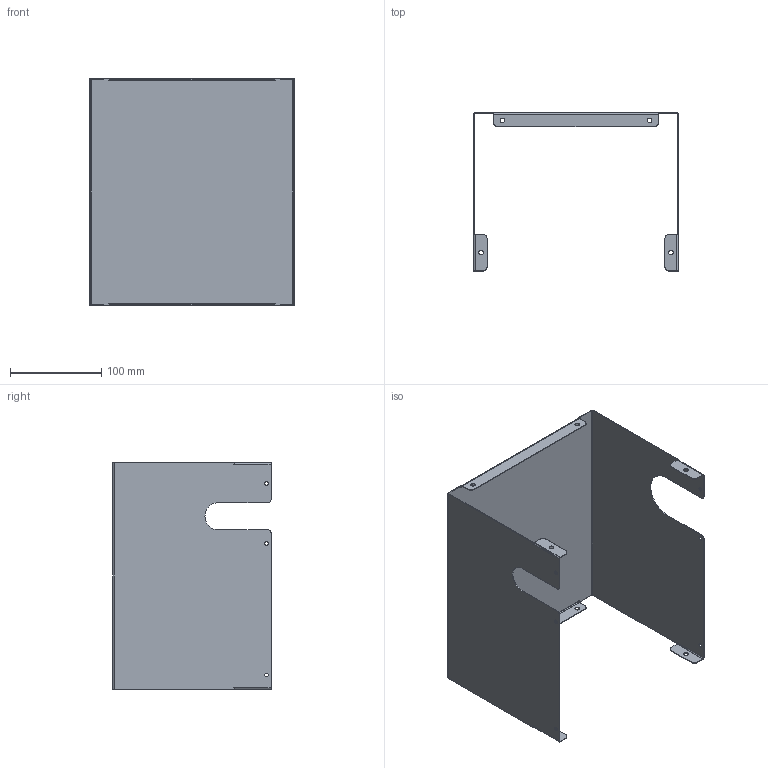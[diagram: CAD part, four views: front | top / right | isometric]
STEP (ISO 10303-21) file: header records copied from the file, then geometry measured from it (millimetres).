
FILE_DESCRIPTION(/* description */ (''),/* implementation_level */ '2;1');
FILE_NAME(/* name */ 'CoverTop_Rev2.step',/* time_stamp */ '2020-04-14T12:18:19+07:00',/* author */ (''),/* organization */ (''),/* preprocessor_version */ 'ST-DEVELOPER v18',/* originating_system */ 'Autodesk Translation Framework v8.12.0.6',/* authorisation */ '');
FILE_SCHEMA (('AUTOMOTIVE_DESIGN { 1 0 10303 214 3 1 1 }'));
Length unit declared in the file: millimetre
Products named in the file (1): CoverTop_Rev2
Bounding box: 224.6 x 173.3 x 247.9 mm (x, y, z)
Volume: 113480.3 mm3; surface area: 285520.8 mm2
Topology: 1 solids, 1 shells, 140 faces, 350 edges, 212 vertices
Faces by surface type: plane 92, cylinder 48
Full cylindrical faces by diameter (mm): 4 x6, 5 x8
Entity records: 4187 total; most frequent: DIRECTION 728, CARTESIAN_POINT 703, ORIENTED_EDGE 700, EDGE_CURVE 350, LINE 254, VECTOR 254, AXIS2_PLACEMENT_3D 237, VERTEX_POINT 212
